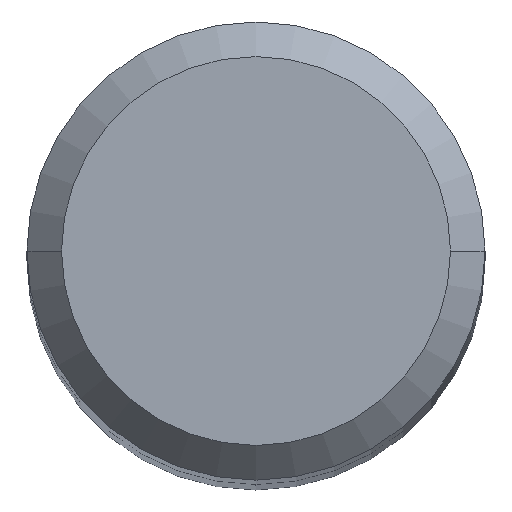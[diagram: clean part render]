
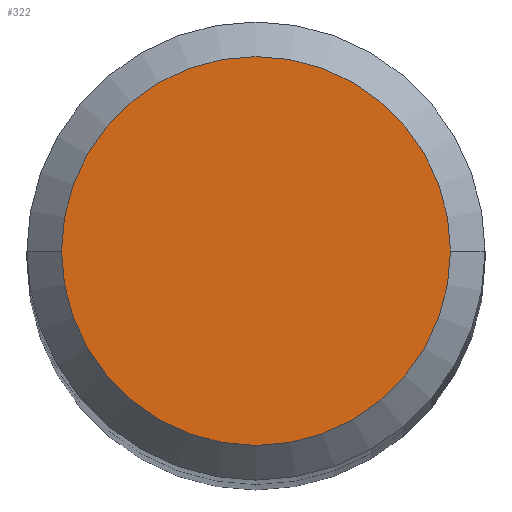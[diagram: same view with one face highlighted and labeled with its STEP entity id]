
A CAD part, top view. The second image highlights one B-rep face of the part: STEP entity #322.
In plain terms, the highlighted planar face has unit normal (0, 0, 1).
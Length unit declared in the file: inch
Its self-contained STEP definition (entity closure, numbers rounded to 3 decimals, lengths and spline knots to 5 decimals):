
#6 = CARTESIAN_POINT ( 'NONE',  ( -0.17545, 0., 0. ) ) ;
#8 = DIRECTION ( 'NONE',  ( 1., 0., 0. ) ) ;
#16 = CARTESIAN_POINT ( 'NONE',  ( 0., 0., 0. ) ) ;
#23 = CIRCLE ( 'NONE', #264, 0.17545 ) ;
#35 = EDGE_LOOP ( 'NONE', ( #217, #125 ) ) ;
#40 = CIRCLE ( 'NONE', #68, 0.17545 ) ;
#68 = AXIS2_PLACEMENT_3D ( 'NONE', #146, #271, #8 ) ;
#78 = VERTEX_POINT ( 'NONE', #6 ) ;
#125 = ORIENTED_EDGE ( 'NONE', *, *, #234, .T. ) ;
#144 = DIRECTION ( 'NONE',  ( -1., 0., 0. ) ) ;
#146 = CARTESIAN_POINT ( 'NONE',  ( 0., 0., 0. ) ) ;
#217 = ORIENTED_EDGE ( 'NONE', *, *, #227, .T. ) ;
#227 = EDGE_CURVE ( 'NONE', #78, #312, #23, .T. ) ;
#234 = EDGE_CURVE ( 'NONE', #312, #78, #40, .T. ) ;
#263 = CARTESIAN_POINT ( 'NONE',  ( 0.17545, 0., 0. ) ) ;
#264 = AXIS2_PLACEMENT_3D ( 'NONE', #301, #284, #321 ) ;
#271 = DIRECTION ( 'NONE',  ( 0., 0., 1. ) ) ;
#284 = DIRECTION ( 'NONE',  ( 0., 0., 1. ) ) ;
#295 = PLANE ( 'NONE',  #362 ) ;
#301 = CARTESIAN_POINT ( 'NONE',  ( 0., 0., 0. ) ) ;
#312 = VERTEX_POINT ( 'NONE', #263 ) ;
#321 = DIRECTION ( 'NONE',  ( 1., 0., 0. ) ) ;
#322 = ADVANCED_FACE ( 'NONE', ( #382 ), #295, .F. ) ;
#362 = AXIS2_PLACEMENT_3D ( 'NONE', #16, #378, #144 ) ;
#378 = DIRECTION ( 'NONE',  ( 0., 0., -1. ) ) ;
#382 = FACE_OUTER_BOUND ( 'NONE', #35, .T. ) ;
